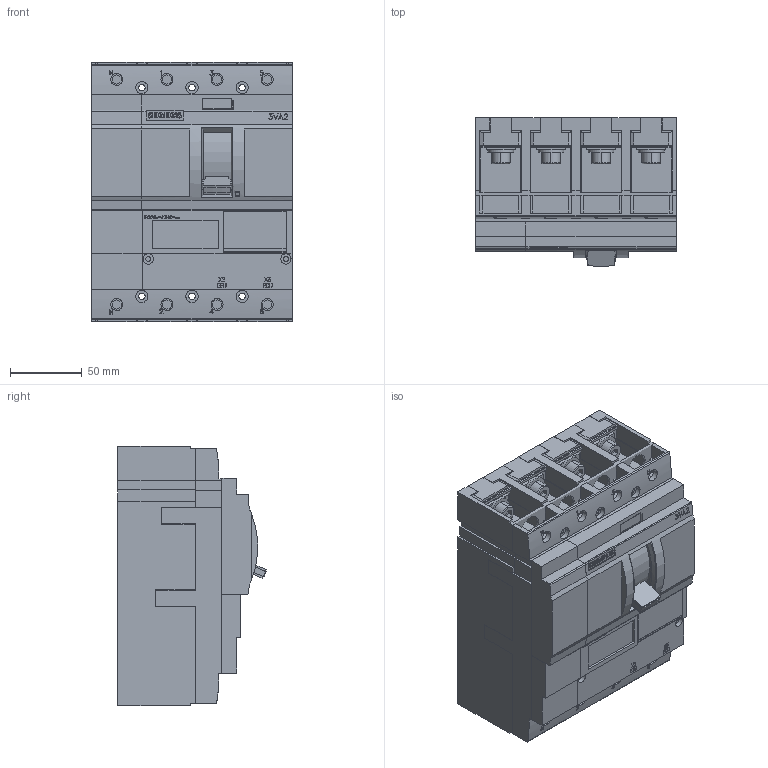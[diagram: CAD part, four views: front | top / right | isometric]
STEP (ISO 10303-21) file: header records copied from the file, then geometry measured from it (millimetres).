
FILE_DESCRIPTION(('no description'),'unknown implementation level');
FILE_NAME('3VA20xxxKQ42_0104453_100__3D_v.stp',' ',('SIEMENS A&D'),('CADClick - KiM GmbH - www.kimweb.de'),'unknown preprocess','ACIS','unknown authorization');
FILE_SCHEMA(('automotive_design'));
Length unit declared in the file: millimetre
Products named in the file (2): 1; 2
Bounding box: 140 x 103.41 x 181 mm (x, y, z)
Volume: 1873688.8 mm3; surface area: 214359.4 mm2
Topology: 2 solids, 6 shells, 2023 faces, 5742 edges, 3824 vertices
Faces by surface type: plane 1703, cylinder 290, torus 28, cone 2
Entity records: 130118 total; most frequent: CARTESIAN_POINT 12631, STYLED_ITEM 11583, PRESENTATION_STYLE_ASSIGNMENT 11583, COLOUR_RGB 11583, ORIENTED_EDGE 11468, DIRECTION 10517, EDGE_CURVE 5734, CURVE_STYLE 5734
